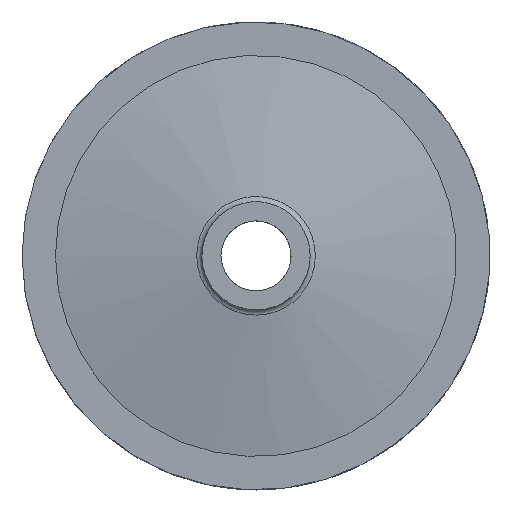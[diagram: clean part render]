
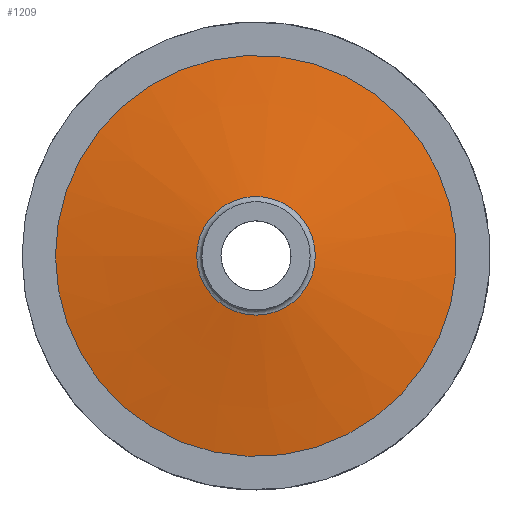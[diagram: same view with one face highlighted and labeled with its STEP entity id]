
A CAD part, top view. The second image highlights one B-rep face of the part: STEP entity #1209.
In plain terms, the highlighted conical face has half-angle 80 degrees and reference radius 1000 mm.
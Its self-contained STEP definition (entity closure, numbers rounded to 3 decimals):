
#88=FACE_OUTER_BOUND('',#155,.T.);
#155=EDGE_LOOP('',(#842,#843,#844,#845,#846,#847,#848));
#241=CIRCLE('',#1311,63.);
#242=CIRCLE('',#1312,63.);
#243=CIRCLE('',#1314,18.631);
#244=CIRCLE('',#1315,18.631);
#245=CIRCLE('',#1316,18.631);
#344=LINE('',#1960,#415);
#415=VECTOR('',#1528,1000.);
#502=VERTEX_POINT('',#1954);
#503=VERTEX_POINT('',#1955);
#504=VERTEX_POINT('',#1959);
#505=VERTEX_POINT('',#1961);
#506=VERTEX_POINT('',#1963);
#643=EDGE_CURVE('',#502,#503,#241,.T.);
#644=EDGE_CURVE('',#503,#502,#242,.T.);
#645=EDGE_CURVE('',#503,#504,#344,.T.);
#646=EDGE_CURVE('',#504,#505,#243,.T.);
#647=EDGE_CURVE('',#505,#506,#244,.T.);
#648=EDGE_CURVE('',#506,#504,#245,.T.);
#842=ORIENTED_EDGE('',*,*,#643,.F.);
#843=ORIENTED_EDGE('',*,*,#644,.F.);
#844=ORIENTED_EDGE('',*,*,#645,.T.);
#845=ORIENTED_EDGE('',*,*,#646,.T.);
#846=ORIENTED_EDGE('',*,*,#647,.T.);
#847=ORIENTED_EDGE('',*,*,#648,.T.);
#848=ORIENTED_EDGE('',*,*,#645,.F.);
#1194=CONICAL_SURFACE('',#1313,1000.,1.396);
#1209=ADVANCED_FACE('',(#88),#1194,.T.);
#1311=AXIS2_PLACEMENT_3D('',#1956,#1522,#1523);
#1312=AXIS2_PLACEMENT_3D('',#1957,#1524,#1525);
#1313=AXIS2_PLACEMENT_3D('',#1958,#1526,#1527);
#1314=AXIS2_PLACEMENT_3D('',#1962,#1529,#1530);
#1315=AXIS2_PLACEMENT_3D('',#1964,#1531,#1532);
#1316=AXIS2_PLACEMENT_3D('',#1965,#1533,#1534);
#1522=DIRECTION('center_axis',(0.,0.,-1.));
#1523=DIRECTION('ref_axis',(-0.878,0.479,0.));
#1524=DIRECTION('center_axis',(0.,0.,-1.));
#1525=DIRECTION('ref_axis',(-0.878,0.479,0.));
#1526=DIRECTION('center_axis',(0.,0.,-1.));
#1527=DIRECTION('ref_axis',(1.,0.,0.));
#1528=DIRECTION('',(0.985,0.,0.174));
#1529=DIRECTION('center_axis',(0.,0.,-1.));
#1530=DIRECTION('ref_axis',(-0.878,0.479,0.));
#1531=DIRECTION('center_axis',(0.,0.,-1.));
#1532=DIRECTION('ref_axis',(-0.878,0.479,0.));
#1533=DIRECTION('center_axis',(0.,0.,-1.));
#1534=DIRECTION('ref_axis',(-0.878,0.479,0.));
#1954=CARTESIAN_POINT('',(-55.288,30.204,9.5));
#1955=CARTESIAN_POINT('',(-63.,0.,9.5));
#1956=CARTESIAN_POINT('Origin',(0.,0.,9.5));
#1957=CARTESIAN_POINT('Origin',(0.,0.,9.5));
#1958=CARTESIAN_POINT('Origin',(0.,0.,-155.718));
#1959=CARTESIAN_POINT('',(-18.631,0.,17.323));
#1960=CARTESIAN_POINT('',(-1000.,0.,-155.718));
#1961=CARTESIAN_POINT('',(-16.35,8.932,17.323));
#1962=CARTESIAN_POINT('Origin',(0.,0.,
17.323));
#1963=CARTESIAN_POINT('',(18.631,0.,17.323));
#1964=CARTESIAN_POINT('Origin',(0.,0.,
17.323));
#1965=CARTESIAN_POINT('Origin',(0.,0.,
17.323));
